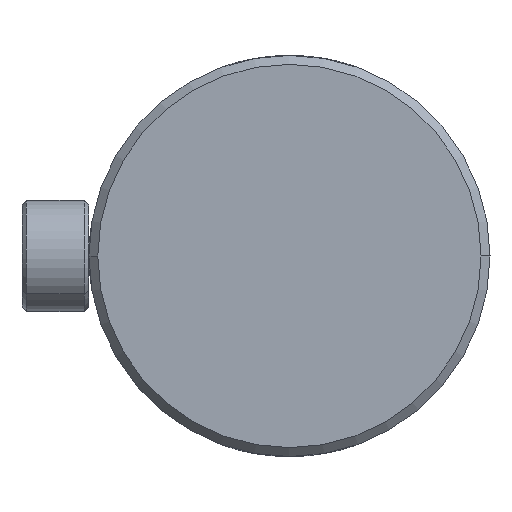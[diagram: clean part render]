
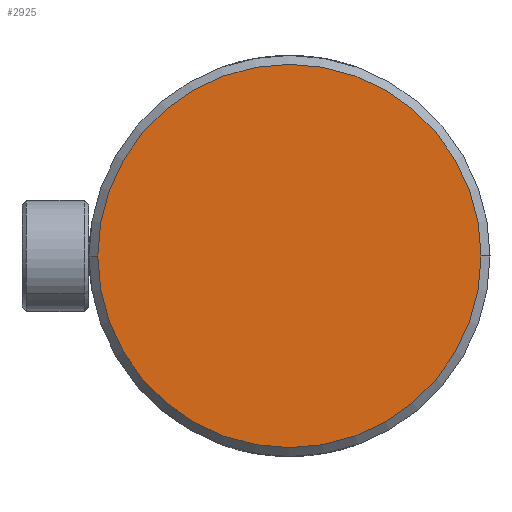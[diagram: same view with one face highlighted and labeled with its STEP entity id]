
A CAD part, left-side view. The second image highlights one B-rep face of the part: STEP entity #2925.
In plain terms, the highlighted planar face has unit normal (-1, 0, 0).
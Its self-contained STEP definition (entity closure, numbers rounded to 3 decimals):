
#97 = CARTESIAN_POINT ( 'NONE',  ( -58., 43., 0. ) ) ;
#144 = AXIS2_PLACEMENT_3D ( 'NONE', #1956, #4243, #2283 ) ;
#176 = CARTESIAN_POINT ( 'NONE',  ( -58., -43., 0. ) ) ;
#275 = CIRCLE ( 'NONE', #716, 43. ) ;
#380 = CARTESIAN_POINT ( 'NONE',  ( -58., 0., 0. ) ) ;
#716 = AXIS2_PLACEMENT_3D ( 'NONE', #2693, #1865, #2463 ) ;
#958 = DIRECTION ( 'NONE',  ( -1., 0., 0. ) ) ;
#1038 = DIRECTION ( 'NONE',  ( 0., -1., 0. ) ) ;
#1068 = ORIENTED_EDGE ( 'NONE', *, *, #1621, .F. ) ;
#1364 = EDGE_LOOP ( 'NONE', ( #4093, #1068 ) ) ;
#1621 = EDGE_CURVE ( 'NONE', #2765, #4264, #275, .T. ) ;
#1722 = AXIS2_PLACEMENT_3D ( 'NONE', #380, #958, #1038 ) ;
#1738 = FACE_OUTER_BOUND ( 'NONE', #1364, .T. ) ;
#1865 = DIRECTION ( 'NONE',  ( 1., 0., 0. ) ) ;
#1884 = CIRCLE ( 'NONE', #144, 43. ) ;
#1956 = CARTESIAN_POINT ( 'NONE',  ( -58., 0., 0. ) ) ;
#2283 = DIRECTION ( 'NONE',  ( 0., 1., 0. ) ) ;
#2463 = DIRECTION ( 'NONE',  ( 0., 1., 0. ) ) ;
#2693 = CARTESIAN_POINT ( 'NONE',  ( -58., 0., 0. ) ) ;
#2765 = VERTEX_POINT ( 'NONE', #176 ) ;
#2925 = ADVANCED_FACE ( 'NONE', ( #1738 ), #3657, .T. ) ;
#3657 = PLANE ( 'NONE',  #1722 ) ;
#4086 = EDGE_CURVE ( 'NONE', #4264, #2765, #1884, .T. ) ;
#4093 = ORIENTED_EDGE ( 'NONE', *, *, #4086, .F. ) ;
#4243 = DIRECTION ( 'NONE',  ( 1., 0., 0. ) ) ;
#4264 = VERTEX_POINT ( 'NONE', #97 ) ;
